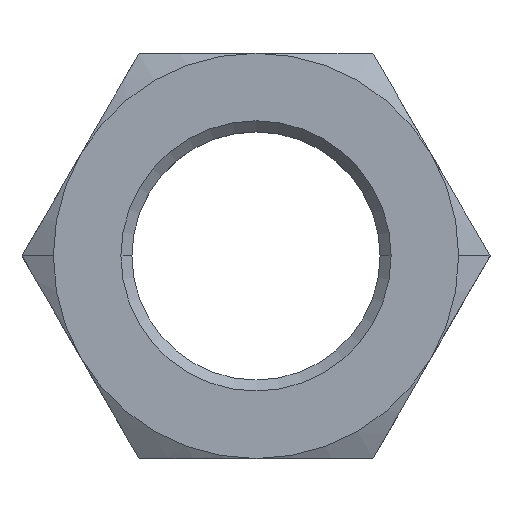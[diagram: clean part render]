
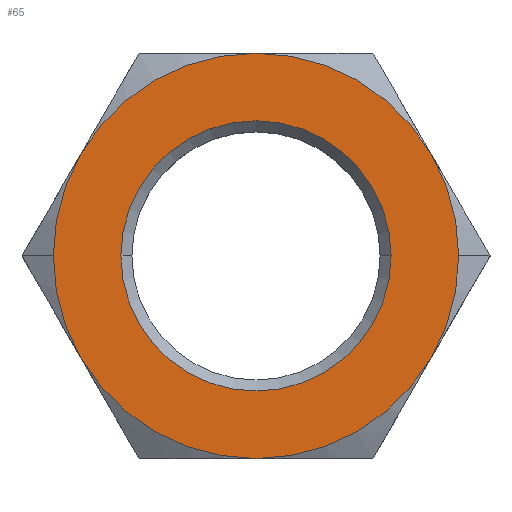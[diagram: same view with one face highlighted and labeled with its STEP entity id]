
A CAD part, top view. The second image highlights one B-rep face of the part: STEP entity #65.
In plain terms, the highlighted planar face has unit normal (0, 0, 1).
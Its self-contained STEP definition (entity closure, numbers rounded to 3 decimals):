
#65=ADVANCED_FACE('',(#115,#116),#117,.T.);
#115=FACE_BOUND('',#177,.T.);
#116=FACE_OUTER_BOUND('',#178,.T.);
#117=PLANE('',#179);
#177=EDGE_LOOP('',(#318,#319));
#178=EDGE_LOOP('',(#320,#321,#322,#323,#324,#325,#326,#327));
#179=AXIS2_PLACEMENT_3D('',#328,#329,#330);
#318=ORIENTED_EDGE('',*,*,#473,.F.);
#319=ORIENTED_EDGE('',*,*,#428,.F.);
#320=ORIENTED_EDGE('',*,*,#468,.T.);
#321=ORIENTED_EDGE('',*,*,#431,.T.);
#322=ORIENTED_EDGE('',*,*,#472,.T.);
#323=ORIENTED_EDGE('',*,*,#458,.T.);
#324=ORIENTED_EDGE('',*,*,#433,.T.);
#325=ORIENTED_EDGE('',*,*,#461,.T.);
#326=ORIENTED_EDGE('',*,*,#463,.T.);
#327=ORIENTED_EDGE('',*,*,#467,.T.);
#328=CARTESIAN_POINT('',(12.5,0.,9.0));
#329=DIRECTION('',(-0.0,0.,1.0));
#330=DIRECTION('',(1.0,0.0,0.0));
#428=EDGE_CURVE('',#498,#496,#500,.T.);
#431=EDGE_CURVE('',#502,#504,#506,.T.);
#433=EDGE_CURVE('',#510,#507,#511,.T.);
#458=EDGE_CURVE('',#551,#510,#552,.T.);
#461=EDGE_CURVE('',#507,#554,#556,.T.);
#463=EDGE_CURVE('',#554,#558,#560,.T.);
#467=EDGE_CURVE('',#558,#564,#566,.T.);
#468=EDGE_CURVE('',#564,#502,#567,.T.);
#472=EDGE_CURVE('',#504,#551,#572,.T.);
#473=EDGE_CURVE('',#496,#498,#573,.T.);
#496=VERTEX_POINT('',#600);
#498=VERTEX_POINT('',#603);
#500=CIRCLE('',#606,10.0);
#502=VERTEX_POINT('',#608);
#504=VERTEX_POINT('',#611);
#506=CIRCLE('',#624,15.0);
#507=VERTEX_POINT('',#625);
#510=VERTEX_POINT('',#629);
#511=CIRCLE('',#630,15.0);
#551=VERTEX_POINT('',#826);
#552=CIRCLE('',#827,15.0);
#554=VERTEX_POINT('',#840);
#556=CIRCLE('',#853,15.0);
#558=VERTEX_POINT('',#855);
#560=CIRCLE('',#868,15.0);
#564=VERTEX_POINT('',#894);
#566=CIRCLE('',#907,15.0);
#567=CIRCLE('',#908,15.0);
#572=CIRCLE('',#946,15.0);
#573=CIRCLE('',#947,10.0);
#600=CARTESIAN_POINT('',(10.0,0.,9.0));
#603=CARTESIAN_POINT('',(-10.0,0.,9.0));
#606=AXIS2_PLACEMENT_3D('',#978,#979,#980);
#608=CARTESIAN_POINT('',(15.0,0.,9.0));
#611=CARTESIAN_POINT('',(12.99,7.5,9.0));
#624=AXIS2_PLACEMENT_3D('',#982,#983,#984);
#625=CARTESIAN_POINT('',(-15.0,0.,9.0));
#629=CARTESIAN_POINT('',(-12.99,7.5,9.0));
#630=AXIS2_PLACEMENT_3D('',#986,#987,#988);
#826=CARTESIAN_POINT('',(0.0,15.0,9.0));
#827=AXIS2_PLACEMENT_3D('',#1015,#1016,#1017);
#840=CARTESIAN_POINT('',(-12.99,-7.5,9.0));
#853=AXIS2_PLACEMENT_3D('',#1018,#1019,#1020);
#855=CARTESIAN_POINT('',(0.,-15.0,9.0));
#868=AXIS2_PLACEMENT_3D('',#1021,#1022,#1023);
#894=CARTESIAN_POINT('',(12.99,-7.5,9.0));
#907=AXIS2_PLACEMENT_3D('',#1024,#1025,#1026);
#908=AXIS2_PLACEMENT_3D('',#1027,#1028,#1029);
#946=AXIS2_PLACEMENT_3D('',#1030,#1031,#1032);
#947=AXIS2_PLACEMENT_3D('',#1033,#1034,#1035);
#978=CARTESIAN_POINT('',(0.0,0.,9.0));
#979=DIRECTION('',(-0.0,0.,1.0));
#980=DIRECTION('',(1.0,0.0,0.0));
#982=CARTESIAN_POINT('',(0.0,0.,9.0));
#983=DIRECTION('',(-0.0,0.,1.0));
#984=DIRECTION('',(1.0,0.0,0.0));
#986=CARTESIAN_POINT('',(0.0,0.,9.0));
#987=DIRECTION('',(-0.0,0.,1.0));
#988=DIRECTION('',(1.0,0.0,0.0));
#1015=CARTESIAN_POINT('',(0.0,0.,9.0));
#1016=DIRECTION('',(-0.0,0.,1.0));
#1017=DIRECTION('',(1.0,0.0,0.0));
#1018=CARTESIAN_POINT('',(0.0,0.,9.0));
#1019=DIRECTION('',(-0.0,0.,1.0));
#1020=DIRECTION('',(1.0,0.0,0.0));
#1021=CARTESIAN_POINT('',(0.0,0.,9.0));
#1022=DIRECTION('',(-0.0,0.,1.0));
#1023=DIRECTION('',(1.0,0.0,0.0));
#1024=CARTESIAN_POINT('',(0.0,0.,9.0));
#1025=DIRECTION('',(-0.0,0.,1.0));
#1026=DIRECTION('',(1.0,0.0,0.0));
#1027=CARTESIAN_POINT('',(0.0,0.,9.0));
#1028=DIRECTION('',(-0.0,0.,1.0));
#1029=DIRECTION('',(1.0,0.0,0.0));
#1030=CARTESIAN_POINT('',(0.0,0.,9.0));
#1031=DIRECTION('',(-0.0,0.,1.0));
#1032=DIRECTION('',(1.0,0.0,0.0));
#1033=CARTESIAN_POINT('',(0.0,0.,9.0));
#1034=DIRECTION('',(-0.0,0.,1.0));
#1035=DIRECTION('',(1.0,0.0,0.0));
